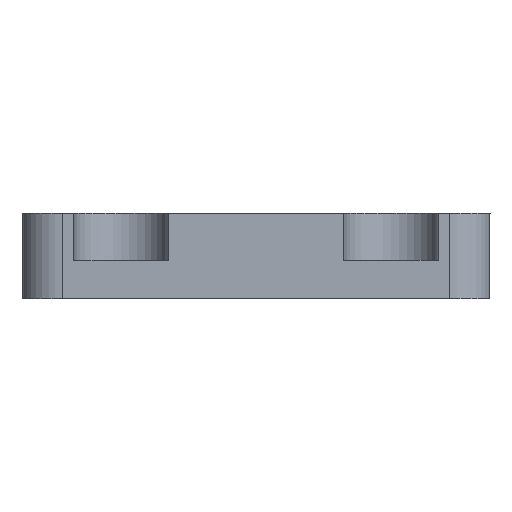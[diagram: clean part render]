
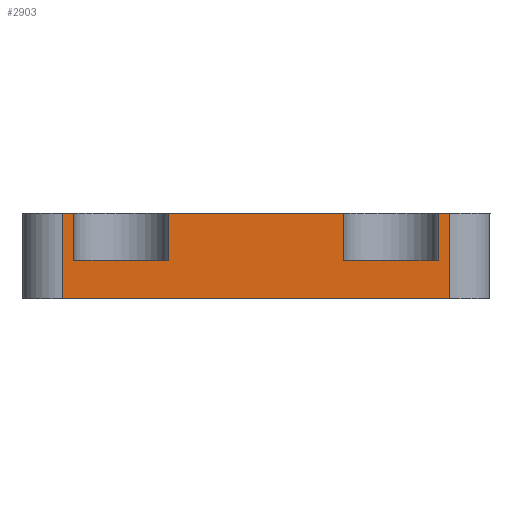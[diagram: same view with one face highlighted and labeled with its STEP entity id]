
A CAD part, front view. The second image highlights one B-rep face of the part: STEP entity #2903.
In plain terms, the highlighted planar face has unit normal (0, -1, 0).
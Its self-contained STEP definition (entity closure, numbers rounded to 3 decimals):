
#373=FACE_OUTER_BOUND('',#565,.T.);
#565=EDGE_LOOP('',(#2435,#2436,#2437,#2438,#2439,#2440,#2441,#2442,#2443,
#2444,#2445,#2446));
#699=LINE('',#4382,#973);
#713=LINE('',#4438,#987);
#716=LINE('',#4442,#990);
#754=LINE('',#4566,#1028);
#759=LINE('',#4591,#1033);
#815=LINE('',#4797,#1089);
#817=LINE('',#4800,#1091);
#820=LINE('',#4806,#1094);
#821=LINE('',#4808,#1095);
#823=LINE('',#4813,#1097);
#825=LINE('',#4818,#1099);
#826=LINE('',#4819,#1100);
#973=VECTOR('',#3478,10.);
#987=VECTOR('',#3520,10.);
#990=VECTOR('',#3523,10.);
#1028=VECTOR('',#3631,10.);
#1033=VECTOR('',#3664,10.);
#1089=VECTOR('',#3874,10.);
#1091=VECTOR('',#3878,10.);
#1094=VECTOR('',#3887,10.);
#1095=VECTOR('',#3890,10.);
#1097=VECTOR('',#3898,10.);
#1099=VECTOR('',#3906,10.);
#1100=VECTOR('',#3907,10.);
#1255=VERTEX_POINT('',#4377);
#1256=VERTEX_POINT('',#4379);
#1257=VERTEX_POINT('',#4381);
#1284=VERTEX_POINT('',#4435);
#1285=VERTEX_POINT('',#4437);
#1286=VERTEX_POINT('',#4440);
#1335=VERTEX_POINT('',#4562);
#1337=VERTEX_POINT('',#4565);
#1342=VERTEX_POINT('',#4588);
#1343=VERTEX_POINT('',#4590);
#1415=VERTEX_POINT('',#4794);
#1416=VERTEX_POINT('',#4796);
#1563=EDGE_CURVE('',#1256,#1257,#699,.T.);
#1591=EDGE_CURVE('',#1284,#1285,#713,.T.);
#1594=EDGE_CURVE('',#1286,#1255,#716,.T.);
#1654=EDGE_CURVE('',#1335,#1337,#754,.T.);
#1668=EDGE_CURVE('',#1342,#1343,#759,.T.);
#1773=EDGE_CURVE('',#1415,#1416,#815,.T.);
#1775=EDGE_CURVE('',#1286,#1416,#817,.T.);
#1778=EDGE_CURVE('',#1335,#1255,#820,.T.);
#1779=EDGE_CURVE('',#1256,#1337,#821,.T.);
#1781=EDGE_CURVE('',#1415,#1285,#823,.T.);
#1783=EDGE_CURVE('',#1343,#1284,#825,.T.);
#1784=EDGE_CURVE('',#1342,#1257,#826,.T.);
#2435=ORIENTED_EDGE('',*,*,#1779,.T.);
#2436=ORIENTED_EDGE('',*,*,#1654,.F.);
#2437=ORIENTED_EDGE('',*,*,#1778,.T.);
#2438=ORIENTED_EDGE('',*,*,#1594,.F.);
#2439=ORIENTED_EDGE('',*,*,#1775,.T.);
#2440=ORIENTED_EDGE('',*,*,#1773,.F.);
#2441=ORIENTED_EDGE('',*,*,#1781,.T.);
#2442=ORIENTED_EDGE('',*,*,#1591,.F.);
#2443=ORIENTED_EDGE('',*,*,#1783,.F.);
#2444=ORIENTED_EDGE('',*,*,#1668,.F.);
#2445=ORIENTED_EDGE('',*,*,#1784,.T.);
#2446=ORIENTED_EDGE('',*,*,#1563,.F.);
#2788=PLANE('',#3193);
#2903=ADVANCED_FACE('',(#373),#2788,.T.);
#3193=AXIS2_PLACEMENT_3D('',#4817,#3904,#3905);
#3478=DIRECTION('',(1.,0.,0.));
#3520=DIRECTION('',(1.,0.,0.));
#3523=DIRECTION('',(1.,0.,0.));
#3631=DIRECTION('',(1.,0.,0.));
#3664=DIRECTION('',(-1.,0.,0.));
#3874=DIRECTION('',(1.,0.,0.));
#3878=DIRECTION('',(0.,0.,-1.));
#3887=DIRECTION('',(0.,0.,1.));
#3890=DIRECTION('',(0.,0.,-1.));
#3898=DIRECTION('',(0.,0.,1.));
#3904=DIRECTION('center_axis',(0.,-1.,0.));
#3905=DIRECTION('ref_axis',(1.,0.,0.));
#3906=DIRECTION('',(0.,0.,1.));
#3907=DIRECTION('',(0.,0.,1.));
#4377=CARTESIAN_POINT('',(14.,-238.2,1.35));
#4379=CARTESIAN_POINT('',(21.,-238.2,1.35));
#4381=CARTESIAN_POINT('',(21.85,-238.2,1.35));
#4382=CARTESIAN_POINT('',(8.15,-238.2,1.35));
#4435=CARTESIAN_POINT('',(-6.85,-238.2,1.35));
#4437=CARTESIAN_POINT('',(-6.,-238.2,1.35));
#4438=CARTESIAN_POINT('',(8.15,-238.2,1.35));
#4440=CARTESIAN_POINT('',(1.,-238.2,1.35));
#4442=CARTESIAN_POINT('',(8.15,-238.2,1.35));
#4562=CARTESIAN_POINT('',(14.,-238.2,-2.15));
#4565=CARTESIAN_POINT('',(21.,-238.2,-2.15));
#4566=CARTESIAN_POINT('',(5.325,-238.2,-2.15));
#4588=CARTESIAN_POINT('',(21.85,-238.2,-5.));
#4590=CARTESIAN_POINT('',(-6.85,-238.2,-5.));
#4591=CARTESIAN_POINT('',(8.15,-238.2,-5.));
#4794=CARTESIAN_POINT('',(-6.,-238.2,-2.15));
#4796=CARTESIAN_POINT('',(1.,-238.2,-2.15));
#4797=CARTESIAN_POINT('',(-4.675,-238.2,-2.15));
#4800=CARTESIAN_POINT('',(1.,-238.2,-1.825));
#4806=CARTESIAN_POINT('',(14.,-238.2,-1.825));
#4808=CARTESIAN_POINT('',(21.,-238.2,-1.825));
#4813=CARTESIAN_POINT('',(-6.,-238.2,-1.825));
#4817=CARTESIAN_POINT('Origin',(-6.85,-238.2,-5.));
#4818=CARTESIAN_POINT('',(-6.85,-238.2,-5.));
#4819=CARTESIAN_POINT('',(21.85,-238.2,-5.));
